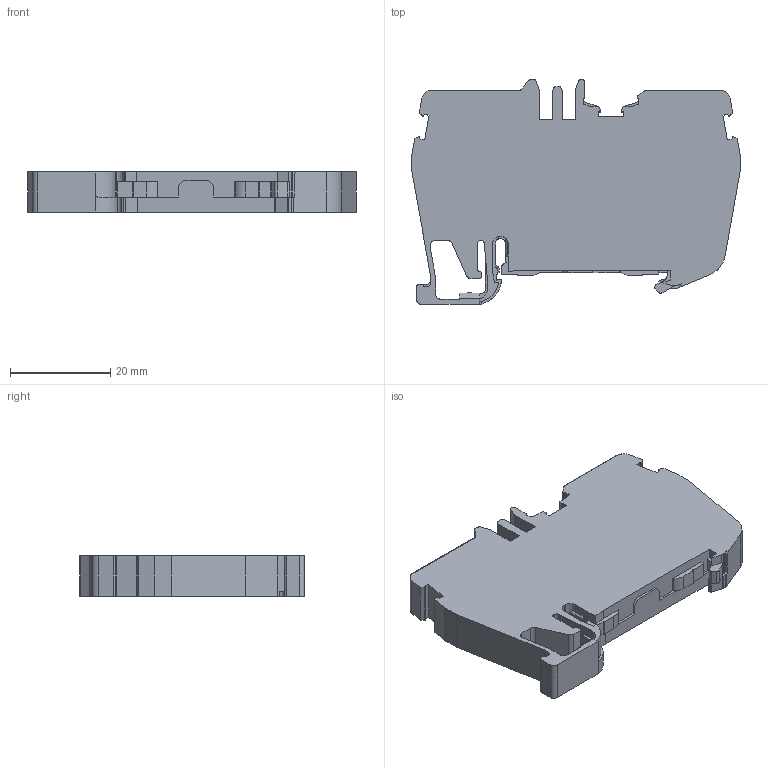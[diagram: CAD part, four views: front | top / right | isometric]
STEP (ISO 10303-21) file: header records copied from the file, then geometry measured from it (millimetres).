
FILE_DESCRIPTION (( 'STEP AP214' ), '1' );
FILE_NAME ('336520_PYK 6T.STP', '2015-08-07T09:28:44', ( '' ), ( '' ), 'SwSTEP 2.0', 'SolidWorks 2015', '' );
FILE_SCHEMA (( 'AUTOMOTIVE_DESIGN' ));
Length unit declared in the file: millimetre
Products named in the file (1): 336520_PYK 6T
Bounding box: 65.6 x 44.91 x 8 mm (x, y, z)
Volume: 17575.3 mm3; surface area: 7222.6 mm2
Topology: 1 solids, 1 shells, 302 faces, 868 edges, 572 vertices
Faces by surface type: plane 204, cylinder 94, cone 2, bspline 2
Entity records: 14079 total; most frequent: CARTESIAN_POINT 3074, ORIENTED_EDGE 1736, DIRECTION 1393, EDGE_CURVE 868, LINE 589, VECTOR 589, VERTEX_POINT 572, AXIS2_PLACEMENT_3D 402
